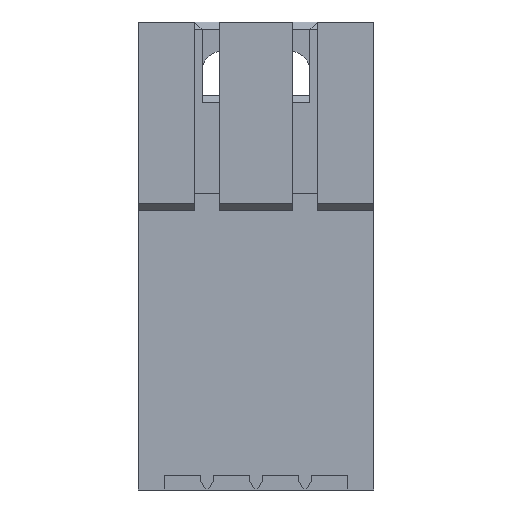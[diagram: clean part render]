
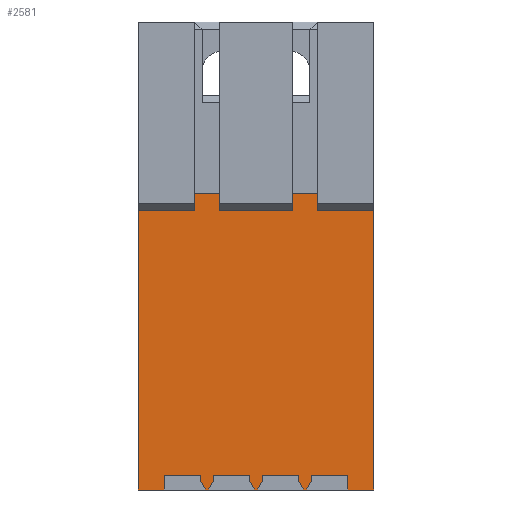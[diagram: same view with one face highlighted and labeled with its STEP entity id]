
A CAD part, front view. The second image highlights one B-rep face of the part: STEP entity #2581.
In plain terms, the highlighted planar face has unit normal (0, -1, 0).
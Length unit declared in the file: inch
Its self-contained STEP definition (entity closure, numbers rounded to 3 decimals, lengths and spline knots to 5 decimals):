
#13=DIRECTION('',(1.,0.,0.));
#14=VECTOR('',#13,0.0525);
#15=CARTESIAN_POINT('',(0.1875,-0.06,-0.4775));
#16=LINE('',#15,#14);
#29=DIRECTION('',(1.,0.,0.));
#30=VECTOR('',#29,0.0525);
#31=CARTESIAN_POINT('',(-0.24,-0.06,-0.4775));
#32=LINE('',#31,#30);
#129=DIRECTION('',(-1.,0.,0.));
#130=VECTOR('',#129,0.05);
#131=CARTESIAN_POINT('',(-0.075,-0.06,0.1275));
#132=LINE('',#131,#130);
#133=DIRECTION('',(-1.,0.,0.));
#134=VECTOR('',#133,0.05);
#135=CARTESIAN_POINT('',(0.125,-0.06,0.1275));
#136=LINE('',#135,#134);
#137=DIRECTION('',(0.,0.,1.));
#138=VECTOR('',#137,0.03);
#139=CARTESIAN_POINT('',(0.1875,-0.06,-0.4775));
#140=LINE('',#139,#138);
#141=DIRECTION('',(-1.,0.,0.));
#142=VECTOR('',#141,0.075);
#143=CARTESIAN_POINT('',(0.1875,-0.06,-0.4475));
#144=LINE('',#143,#142);
#145=DIRECTION('',(0.,0.,1.));
#146=VECTOR('',#145,0.01268);
#147=CARTESIAN_POINT('',(0.1125,-0.06,-0.46018));
#148=LINE('',#147,#146);
#149=DIRECTION('',(0.5,0.,0.866));
#150=VECTOR('',#149,0.02);
#151=CARTESIAN_POINT('',(0.1025,-0.06,-0.4775));
#152=LINE('',#151,#150);
#153=DIRECTION('',(1.,0.,0.));
#154=VECTOR('',#153,0.005);
#155=CARTESIAN_POINT('',(0.0975,-0.06,-0.4775));
#156=LINE('',#155,#154);
#157=DIRECTION('',(0.5,0.,-0.866));
#158=VECTOR('',#157,0.02);
#159=CARTESIAN_POINT('',(0.0875,-0.06,-0.46018));
#160=LINE('',#159,#158);
#161=DIRECTION('',(0.,0.,-1.));
#162=VECTOR('',#161,0.01268);
#163=CARTESIAN_POINT('',(0.0875,-0.06,-0.4475));
#164=LINE('',#163,#162);
#165=DIRECTION('',(-1.,0.,0.));
#166=VECTOR('',#165,0.075);
#167=CARTESIAN_POINT('',(0.0875,-0.06,-0.4475));
#168=LINE('',#167,#166);
#169=DIRECTION('',(0.,0.,1.));
#170=VECTOR('',#169,0.01268);
#171=CARTESIAN_POINT('',(0.0125,-0.06,-0.46018));
#172=LINE('',#171,#170);
#173=DIRECTION('',(0.5,0.,0.866));
#174=VECTOR('',#173,0.02);
#175=CARTESIAN_POINT('',(0.0025,-0.06,-0.4775));
#176=LINE('',#175,#174);
#177=DIRECTION('',(1.,0.,0.));
#178=VECTOR('',#177,0.005);
#179=CARTESIAN_POINT('',(-0.0025,-0.06,-0.4775));
#180=LINE('',#179,#178);
#181=DIRECTION('',(0.5,0.,-0.866));
#182=VECTOR('',#181,0.02);
#183=CARTESIAN_POINT('',(-0.0125,-0.06,-0.46018));
#184=LINE('',#183,#182);
#185=DIRECTION('',(0.,0.,-1.));
#186=VECTOR('',#185,0.01268);
#187=CARTESIAN_POINT('',(-0.0125,-0.06,-0.4475));
#188=LINE('',#187,#186);
#189=DIRECTION('',(-1.,0.,0.));
#190=VECTOR('',#189,0.075);
#191=CARTESIAN_POINT('',(-0.0125,-0.06,-0.4475));
#192=LINE('',#191,#190);
#193=DIRECTION('',(0.,0.,1.));
#194=VECTOR('',#193,0.01268);
#195=CARTESIAN_POINT('',(-0.0875,-0.06,-0.46018));
#196=LINE('',#195,#194);
#197=DIRECTION('',(0.5,0.,0.866));
#198=VECTOR('',#197,0.02);
#199=CARTESIAN_POINT('',(-0.0975,-0.06,-0.4775));
#200=LINE('',#199,#198);
#201=DIRECTION('',(1.,0.,0.));
#202=VECTOR('',#201,0.005);
#203=CARTESIAN_POINT('',(-0.1025,-0.06,-0.4775));
#204=LINE('',#203,#202);
#205=DIRECTION('',(0.5,0.,-0.866));
#206=VECTOR('',#205,0.02);
#207=CARTESIAN_POINT('',(-0.1125,-0.06,-0.46018));
#208=LINE('',#207,#206);
#209=DIRECTION('',(0.,0.,-1.));
#210=VECTOR('',#209,0.01268);
#211=CARTESIAN_POINT('',(-0.1125,-0.06,-0.4475));
#212=LINE('',#211,#210);
#213=DIRECTION('',(-1.,0.,0.));
#214=VECTOR('',#213,0.075);
#215=CARTESIAN_POINT('',(-0.1125,-0.06,-0.4475));
#216=LINE('',#215,#214);
#217=DIRECTION('',(0.,0.,1.));
#218=VECTOR('',#217,0.03);
#219=CARTESIAN_POINT('',(-0.1875,-0.06,-0.4775));
#220=LINE('',#219,#218);
#225=DIRECTION('',(-1.,0.,0.));
#226=VECTOR('',#225,0.15);
#227=CARTESIAN_POINT('',(0.075,-0.06,0.09249));
#228=LINE('',#227,#226);
#237=DIRECTION('',(-1.,0.,0.));
#238=VECTOR('',#237,0.115);
#239=CARTESIAN_POINT('',(0.24,-0.06,0.09249));
#240=LINE('',#239,#238);
#245=DIRECTION('',(-1.,0.,0.));
#246=VECTOR('',#245,0.115);
#247=CARTESIAN_POINT('',(-0.125,-0.06,0.09249));
#248=LINE('',#247,#246);
#249=DIRECTION('',(0.,0.,1.));
#250=VECTOR('',#249,0.03501);
#251=CARTESIAN_POINT('',(0.075,-0.06,0.09249));
#252=LINE('',#251,#250);
#289=DIRECTION('',(0.,0.,1.));
#290=VECTOR('',#289,0.03501);
#291=CARTESIAN_POINT('',(-0.075,-0.06,0.09249));
#292=LINE('',#291,#290);
#989=DIRECTION('',(0.,0.,1.));
#990=VECTOR('',#989,0.03501);
#991=CARTESIAN_POINT('',(0.125,-0.06,0.09249));
#992=LINE('',#991,#990);
#1329=DIRECTION('',(0.,0.,1.));
#1330=VECTOR('',#1329,0.56999);
#1331=CARTESIAN_POINT('',(-0.24,-0.06,-0.4775));
#1332=LINE('',#1331,#1330);
#1477=DIRECTION('',(0.,0.,1.));
#1478=VECTOR('',#1477,0.56999);
#1479=CARTESIAN_POINT('',(0.24,-0.06,-0.4775));
#1480=LINE('',#1479,#1478);
#1745=DIRECTION('',(0.,0.,1.));
#1746=VECTOR('',#1745,0.03501);
#1747=CARTESIAN_POINT('',(-0.125,-0.06,0.09249));
#1748=LINE('',#1747,#1746);
#1777=CARTESIAN_POINT('',(-0.24,-0.06,-0.4775));
#1778=CARTESIAN_POINT('',(-0.24,-0.06,0.09249));
#1779=VERTEX_POINT('',#1777);
#1780=VERTEX_POINT('',#1778);
#1787=CARTESIAN_POINT('',(0.24,-0.06,-0.4775));
#1788=CARTESIAN_POINT('',(0.24,-0.06,0.09249));
#1789=VERTEX_POINT('',#1787);
#1790=VERTEX_POINT('',#1788);
#2107=CARTESIAN_POINT('',(-0.1875,-0.06,-0.4775));
#2108=VERTEX_POINT('',#2107);
#2109=CARTESIAN_POINT('',(0.1875,-0.06,-0.4775));
#2110=VERTEX_POINT('',#2109);
#2111=CARTESIAN_POINT('',(-0.1875,-0.06,-0.4475));
#2112=VERTEX_POINT('',#2111);
#2113=CARTESIAN_POINT('',(0.1875,-0.06,-0.4475));
#2114=VERTEX_POINT('',#2113);
#2119=CARTESIAN_POINT('',(0.0875,-0.06,-0.46018));
#2120=CARTESIAN_POINT('',(0.0975,-0.06,-0.4775));
#2121=VERTEX_POINT('',#2119);
#2122=VERTEX_POINT('',#2120);
#2123=CARTESIAN_POINT('',(0.1025,-0.06,-0.4775));
#2124=VERTEX_POINT('',#2123);
#2125=CARTESIAN_POINT('',(0.1125,-0.06,-0.46018));
#2126=VERTEX_POINT('',#2125);
#2127=CARTESIAN_POINT('',(0.1125,-0.06,-0.4475));
#2128=VERTEX_POINT('',#2127);
#2161=CARTESIAN_POINT('',(-0.0125,-0.06,-0.46018));
#2162=CARTESIAN_POINT('',(-0.0025,-0.06,-0.4775));
#2163=VERTEX_POINT('',#2161);
#2164=VERTEX_POINT('',#2162);
#2165=CARTESIAN_POINT('',(0.0025,-0.06,-0.4775));
#2166=VERTEX_POINT('',#2165);
#2167=CARTESIAN_POINT('',(0.0125,-0.06,-0.46018));
#2168=VERTEX_POINT('',#2167);
#2171=CARTESIAN_POINT('',(0.0875,-0.06,-0.4475));
#2172=CARTESIAN_POINT('',(0.0125,-0.06,-0.4475));
#2173=VERTEX_POINT('',#2171);
#2174=VERTEX_POINT('',#2172);
#2201=CARTESIAN_POINT('',(-0.0125,-0.06,-0.4475));
#2202=VERTEX_POINT('',#2201);
#2281=CARTESIAN_POINT('',(-0.1125,-0.06,-0.46018));
#2282=CARTESIAN_POINT('',(-0.1025,-0.06,-0.4775));
#2283=VERTEX_POINT('',#2281);
#2284=VERTEX_POINT('',#2282);
#2285=CARTESIAN_POINT('',(-0.0975,-0.06,-0.4775));
#2286=VERTEX_POINT('',#2285);
#2287=CARTESIAN_POINT('',(-0.0875,-0.06,-0.46018));
#2288=VERTEX_POINT('',#2287);
#2290=CARTESIAN_POINT('',(-0.1125,-0.06,-0.4475));
#2292=VERTEX_POINT('',#2290);
#2294=CARTESIAN_POINT('',(-0.0875,-0.06,-0.4475));
#2296=VERTEX_POINT('',#2294);
#2305=CARTESIAN_POINT('',(0.125,-0.06,0.1275));
#2306=CARTESIAN_POINT('',(0.075,-0.06,0.1275));
#2307=VERTEX_POINT('',#2305);
#2308=VERTEX_POINT('',#2306);
#2309=CARTESIAN_POINT('',(-0.075,-0.06,0.1275));
#2310=CARTESIAN_POINT('',(-0.125,-0.06,0.1275));
#2311=VERTEX_POINT('',#2309);
#2312=VERTEX_POINT('',#2310);
#2313=CARTESIAN_POINT('',(0.075,-0.06,0.09249));
#2314=VERTEX_POINT('',#2313);
#2317=CARTESIAN_POINT('',(0.125,-0.06,0.09249));
#2318=VERTEX_POINT('',#2317);
#2321=CARTESIAN_POINT('',(-0.125,-0.06,0.09249));
#2322=VERTEX_POINT('',#2321);
#2325=CARTESIAN_POINT('',(-0.075,-0.06,0.09249));
#2326=VERTEX_POINT('',#2325);
#2513=CARTESIAN_POINT('',(0.288,-0.06,-0.4775));
#2514=DIRECTION('',(0.,1.,0.));
#2515=DIRECTION('',(0.,0.,1.));
#2516=AXIS2_PLACEMENT_3D('',#2513,#2514,#2515);
#2517=PLANE('',#2516);
#2519=ORIENTED_EDGE('',*,*,#2518,.F.);
#2521=ORIENTED_EDGE('',*,*,#2520,.T.);
#2523=ORIENTED_EDGE('',*,*,#2522,.F.);
#2525=ORIENTED_EDGE('',*,*,#2524,.F.);
#2527=ORIENTED_EDGE('',*,*,#2526,.F.);
#2529=ORIENTED_EDGE('',*,*,#2528,.T.);
#2531=ORIENTED_EDGE('',*,*,#2530,.F.);
#2533=ORIENTED_EDGE('',*,*,#2532,.F.);
#2535=ORIENTED_EDGE('',*,*,#2534,.F.);
#2537=ORIENTED_EDGE('',*,*,#2536,.F.);
#2538=ORIENTED_EDGE('',*,*,#2362,.F.);
#2540=ORIENTED_EDGE('',*,*,#2539,.T.);
#2542=ORIENTED_EDGE('',*,*,#2541,.T.);
#2543=ORIENTED_EDGE('',*,*,#2489,.F.);
#2544=ORIENTED_EDGE('',*,*,#2506,.F.);
#2545=ORIENTED_EDGE('',*,*,#2354,.F.);
#2547=ORIENTED_EDGE('',*,*,#2546,.F.);
#2549=ORIENTED_EDGE('',*,*,#2548,.F.);
#2551=ORIENTED_EDGE('',*,*,#2550,.T.);
#2553=ORIENTED_EDGE('',*,*,#2552,.F.);
#2555=ORIENTED_EDGE('',*,*,#2554,.F.);
#2556=ORIENTED_EDGE('',*,*,#2346,.F.);
#2558=ORIENTED_EDGE('',*,*,#2557,.F.);
#2560=ORIENTED_EDGE('',*,*,#2559,.F.);
#2562=ORIENTED_EDGE('',*,*,#2561,.T.);
#2564=ORIENTED_EDGE('',*,*,#2563,.F.);
#2566=ORIENTED_EDGE('',*,*,#2565,.F.);
#2567=ORIENTED_EDGE('',*,*,#2338,.F.);
#2569=ORIENTED_EDGE('',*,*,#2568,.F.);
#2571=ORIENTED_EDGE('',*,*,#2570,.F.);
#2573=ORIENTED_EDGE('',*,*,#2572,.T.);
#2575=ORIENTED_EDGE('',*,*,#2574,.F.);
#2576=ORIENTED_EDGE('',*,*,#2370,.F.);
#2578=ORIENTED_EDGE('',*,*,#2577,.T.);
#2579=EDGE_LOOP('',(#2519,#2521,#2523,#2525,#2527,#2529,#2531,#2533,#2535,#2537,
#2538,#2540,#2542,#2543,#2544,#2545,#2547,#2549,#2551,#2553,#2555,#2556,#2558,
#2560,#2562,#2564,#2566,#2567,#2569,#2571,#2573,#2575,#2576,#2578));
#2580=FACE_OUTER_BOUND('',#2579,.F.);
#2581=ADVANCED_FACE('',(#2580),#2517,.F.);
#2338=EDGE_CURVE('',#2284,#2286,#204,.T.);
#2346=EDGE_CURVE('',#2164,#2166,#180,.T.);
#2354=EDGE_CURVE('',#2122,#2124,#156,.T.);
#2362=EDGE_CURVE('',#2110,#1789,#16,.T.);
#2370=EDGE_CURVE('',#1779,#2108,#32,.T.);
#2489=EDGE_CURVE('',#2126,#2128,#148,.T.);
#2506=EDGE_CURVE('',#2124,#2126,#152,.T.);
#2518=EDGE_CURVE('',#2322,#1780,#248,.T.);
#2520=EDGE_CURVE('',#2322,#2312,#1748,.T.);
#2522=EDGE_CURVE('',#2311,#2312,#132,.T.);
#2524=EDGE_CURVE('',#2326,#2311,#292,.T.);
#2526=EDGE_CURVE('',#2314,#2326,#228,.T.);
#2528=EDGE_CURVE('',#2314,#2308,#252,.T.);
#2530=EDGE_CURVE('',#2307,#2308,#136,.T.);
#2532=EDGE_CURVE('',#2318,#2307,#992,.T.);
#2534=EDGE_CURVE('',#1790,#2318,#240,.T.);
#2536=EDGE_CURVE('',#1789,#1790,#1480,.T.);
#2539=EDGE_CURVE('',#2110,#2114,#140,.T.);
#2541=EDGE_CURVE('',#2114,#2128,#144,.T.);
#2546=EDGE_CURVE('',#2121,#2122,#160,.T.);
#2548=EDGE_CURVE('',#2173,#2121,#164,.T.);
#2550=EDGE_CURVE('',#2173,#2174,#168,.T.);
#2552=EDGE_CURVE('',#2168,#2174,#172,.T.);
#2554=EDGE_CURVE('',#2166,#2168,#176,.T.);
#2557=EDGE_CURVE('',#2163,#2164,#184,.T.);
#2559=EDGE_CURVE('',#2202,#2163,#188,.T.);
#2561=EDGE_CURVE('',#2202,#2296,#192,.T.);
#2563=EDGE_CURVE('',#2288,#2296,#196,.T.);
#2565=EDGE_CURVE('',#2286,#2288,#200,.T.);
#2568=EDGE_CURVE('',#2283,#2284,#208,.T.);
#2570=EDGE_CURVE('',#2292,#2283,#212,.T.);
#2572=EDGE_CURVE('',#2292,#2112,#216,.T.);
#2574=EDGE_CURVE('',#2108,#2112,#220,.T.);
#2577=EDGE_CURVE('',#1779,#1780,#1332,.T.);
